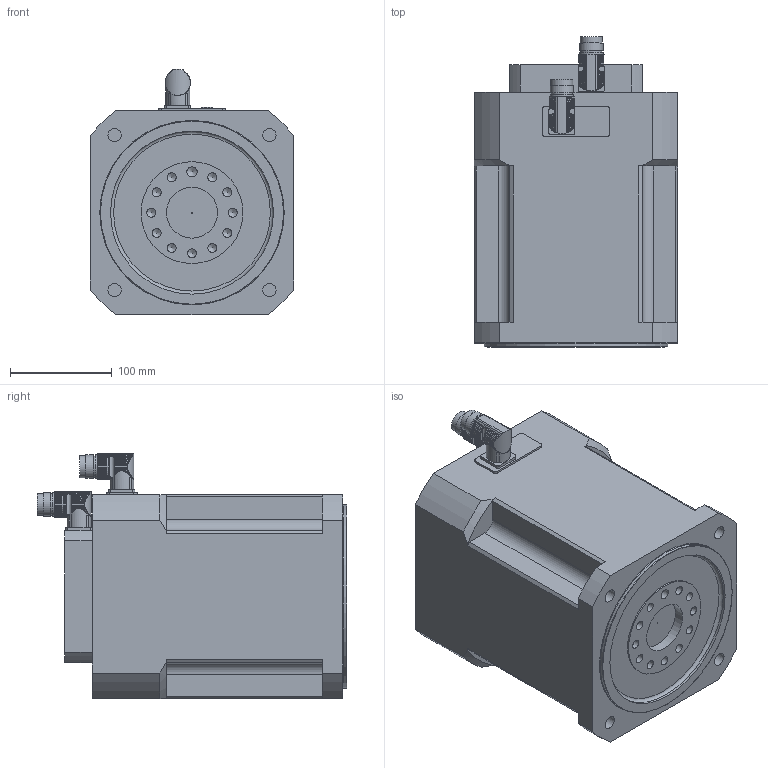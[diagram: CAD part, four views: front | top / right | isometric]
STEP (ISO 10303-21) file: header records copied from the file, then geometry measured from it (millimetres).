
FILE_DESCRIPTION(/* description */ (''),/* implementation_level */ '2;1');
FILE_NAME(/* name */ 'KTY62812Q_RD_VB',/* time_stamp */ '2009-01-28T11:03:03+01:00',/* author */ (''),/* organization */ (''),/* preprocessor_version */ 'ST-DEVELOPER v8',/* originating_system */ 'UNIGRAPHICS SOLUTIONS - UNIGRAPHICS 18.0',/* authorisation */ '');
FILE_SCHEMA (('AUTOMOTIVE_DESIGN { 1 2 10303 214 0 1 1 1 }'));
Length unit declared in the file: millimetre
Products named in the file (2): Winkelflanschdose_0; KTY6284Q-RD_VB_0
Assembly tree (2 placements, depth 2):
  KTY6284Q-RD_VB_0
    Winkelflanschdose_0  x2
Bounding box: 200 x 304.15 x 240.49 mm (x, y, z)
Volume: 9464952.1 mm3; surface area: 314547.6 mm2
Topology: 3 solids, 3 shells, 439 faces, 1235 edges, 824 vertices
Faces by surface type: cylinder 340, plane 80, cone 17, torus 2
Full cylindrical faces by diameter (mm): 1 x1, 8.782 x11, 10 x1, 13 x4, 16 x2, 20 x2, 21 x2, 21.5 x2, 23 x4, 50 x2, 100 x1, 160 x1, 180 x1
Entity records: 8908 total; most frequent: CARTESIAN_POINT 2107, ORIENTED_EDGE 1386, DIRECTION 1374, EDGE_CURVE 693, AXIS2_PLACEMENT_3D 551, VERTEX_POINT 494, EDGE_LOOP 343, ADVANCED_FACE 275
